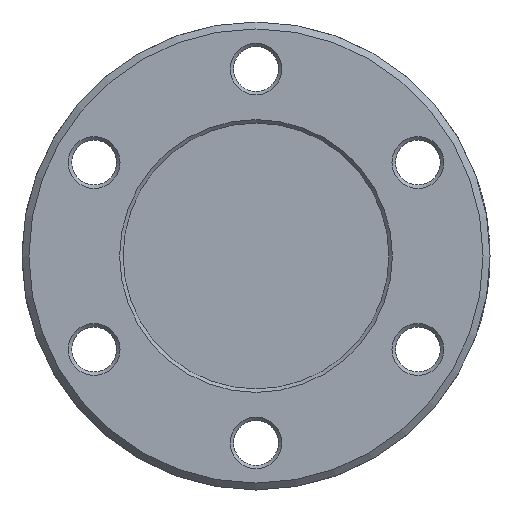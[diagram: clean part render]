
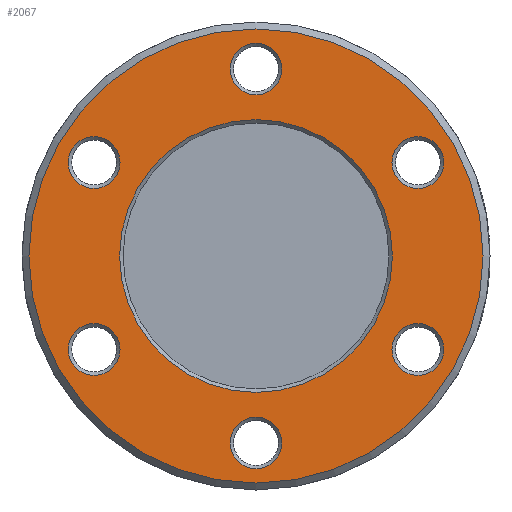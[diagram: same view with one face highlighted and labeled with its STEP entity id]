
A CAD part, front view. The second image highlights one B-rep face of the part: STEP entity #2067.
In plain terms, the highlighted planar face has unit normal (0, -1, 0).
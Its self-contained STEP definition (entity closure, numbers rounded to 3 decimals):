
#427=PLANE('',#2251);
#476=FACE_BOUND('',#659,.T.);
#477=FACE_BOUND('',#660,.T.);
#478=FACE_BOUND('',#661,.T.);
#479=FACE_BOUND('',#662,.T.);
#480=FACE_BOUND('',#663,.T.);
#481=FACE_BOUND('',#664,.T.);
#482=FACE_BOUND('',#665,.T.);
#527=FACE_OUTER_BOUND('',#658,.T.);
#658=EDGE_LOOP('',(#1439));
#659=EDGE_LOOP('',(#1440));
#660=EDGE_LOOP('',(#1441));
#661=EDGE_LOOP('',(#1442));
#662=EDGE_LOOP('',(#1443));
#663=EDGE_LOOP('',(#1444));
#664=EDGE_LOOP('',(#1445));
#665=EDGE_LOOP('',(#1446));
#838=CIRCLE('',#2250,9.85);
#839=CIRCLE('',#2252,16.4);
#840=CIRCLE('',#2253,1.871);
#841=CIRCLE('',#2254,1.871);
#842=CIRCLE('',#2255,1.871);
#843=CIRCLE('',#2256,1.871);
#844=CIRCLE('',#2257,1.871);
#845=CIRCLE('',#2258,1.871);
#917=VERTEX_POINT('',#2953);
#918=VERTEX_POINT('',#2956);
#919=VERTEX_POINT('',#2958);
#920=VERTEX_POINT('',#2960);
#921=VERTEX_POINT('',#2962);
#922=VERTEX_POINT('',#2964);
#923=VERTEX_POINT('',#2966);
#924=VERTEX_POINT('',#2968);
#1133=EDGE_CURVE('',#917,#917,#838,.T.);
#1134=EDGE_CURVE('',#918,#918,#839,.T.);
#1135=EDGE_CURVE('',#919,#919,#840,.T.);
#1136=EDGE_CURVE('',#920,#920,#841,.T.);
#1137=EDGE_CURVE('',#921,#921,#842,.T.);
#1138=EDGE_CURVE('',#922,#922,#843,.T.);
#1139=EDGE_CURVE('',#923,#923,#844,.T.);
#1140=EDGE_CURVE('',#924,#924,#845,.T.);
#1439=ORIENTED_EDGE('',*,*,#1134,.F.);
#1440=ORIENTED_EDGE('',*,*,#1135,.F.);
#1441=ORIENTED_EDGE('',*,*,#1136,.F.);
#1442=ORIENTED_EDGE('',*,*,#1137,.F.);
#1443=ORIENTED_EDGE('',*,*,#1138,.F.);
#1444=ORIENTED_EDGE('',*,*,#1139,.F.);
#1445=ORIENTED_EDGE('',*,*,#1140,.F.);
#1446=ORIENTED_EDGE('',*,*,#1133,.F.);
#2067=ADVANCED_FACE('',(#527,#476,#477,#478,#479,#480,#481,#482),#427,.T.);
#2250=AXIS2_PLACEMENT_3D('',#2954,#2451,#2452);
#2251=AXIS2_PLACEMENT_3D('',#2955,#2453,#2454);
#2252=AXIS2_PLACEMENT_3D('',#2957,#2455,#2456);
#2253=AXIS2_PLACEMENT_3D('',#2959,#2457,#2458);
#2254=AXIS2_PLACEMENT_3D('',#2961,#2459,#2460);
#2255=AXIS2_PLACEMENT_3D('',#2963,#2461,#2462);
#2256=AXIS2_PLACEMENT_3D('',#2965,#2463,#2464);
#2257=AXIS2_PLACEMENT_3D('',#2967,#2465,#2466);
#2258=AXIS2_PLACEMENT_3D('',#2969,#2467,#2468);
#2451=DIRECTION('center_axis',(0.,-1.,0.));
#2452=DIRECTION('ref_axis',(1.,0.,0.));
#2453=DIRECTION('center_axis',(0.,-1.,0.));
#2454=DIRECTION('ref_axis',(0.,0.,-1.));
#2455=DIRECTION('center_axis',(0.,1.,0.));
#2456=DIRECTION('ref_axis',(1.,0.,0.));
#2457=DIRECTION('center_axis',(0.,-1.,0.));
#2458=DIRECTION('ref_axis',(-0.5,0.,0.866));
#2459=DIRECTION('center_axis',(0.,-1.,0.));
#2460=DIRECTION('ref_axis',(-0.5,0.,-0.866));
#2461=DIRECTION('center_axis',(0.,-1.,0.));
#2462=DIRECTION('ref_axis',(1.,0.,0.));
#2463=DIRECTION('center_axis',(0.,-1.,0.));
#2464=DIRECTION('ref_axis',(0.5,0.,-0.866));
#2465=DIRECTION('center_axis',(0.,-1.,0.));
#2466=DIRECTION('ref_axis',(-1.,0.,0.));
#2467=DIRECTION('center_axis',(0.,-1.,0.));
#2468=DIRECTION('ref_axis',(0.5,0.,0.866));
#2953=CARTESIAN_POINT('',(-9.85,0.,0.));
#2954=CARTESIAN_POINT('Origin',(0.,0.,0.));
#2955=CARTESIAN_POINT('Origin',(-16.9,0.,0.));
#2956=CARTESIAN_POINT('',(-16.4,0.,0.));
#2957=CARTESIAN_POINT('Origin',(0.,0.,0.));
#2958=CARTESIAN_POINT('',(12.627,0.,5.13));
#2959=CARTESIAN_POINT('Origin',(11.691,0.,6.75));
#2960=CARTESIAN_POINT('',(-10.756,0.,8.37));
#2961=CARTESIAN_POINT('Origin',(-11.691,0.,
6.75));
#2962=CARTESIAN_POINT('',(-1.871,0.,-13.5));
#2963=CARTESIAN_POINT('Origin',(0.,0.,-13.5));
#2964=CARTESIAN_POINT('',(-12.627,0.,-5.13));
#2965=CARTESIAN_POINT('Origin',(-11.691,0.,
-6.75));
#2966=CARTESIAN_POINT('',(1.871,0.,13.5));
#2967=CARTESIAN_POINT('Origin',(0.,0.,
13.5));
#2968=CARTESIAN_POINT('',(10.756,0.,-8.37));
#2969=CARTESIAN_POINT('Origin',(11.691,0.,-6.75));
